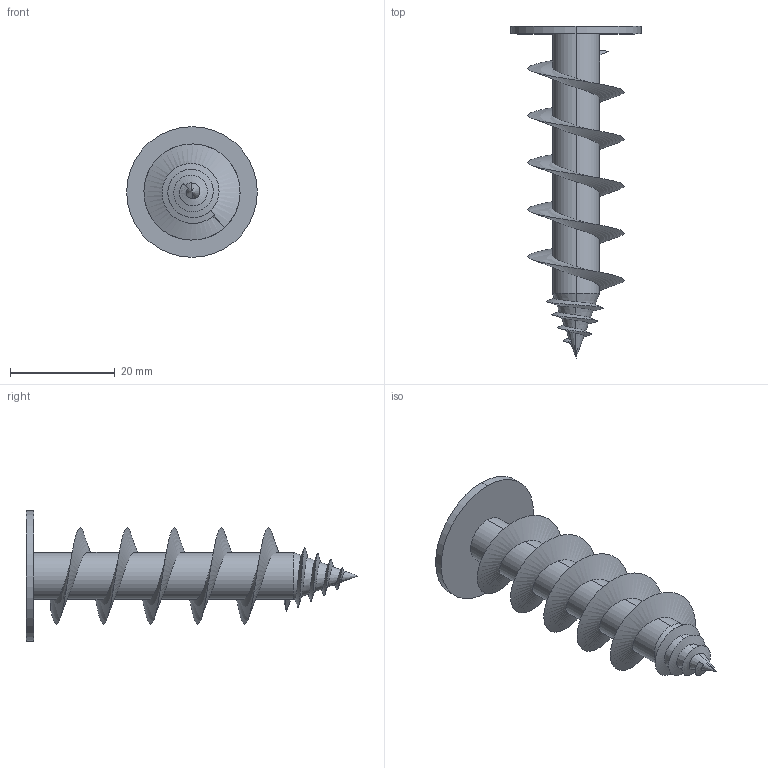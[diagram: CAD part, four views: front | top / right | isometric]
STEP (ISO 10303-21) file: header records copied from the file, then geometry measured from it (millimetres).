
FILE_DESCRIPTION (( 'STEP AP214' ), '1' );
FILE_NAME ('5207375.STEP', '2019-11-07T08:25:31', ( '' ), ( '' ), 'SwSTEP 2.0', 'SolidWorks 2018', '' );
FILE_SCHEMA (( 'AUTOMOTIVE_DESIGN' ));
Length unit declared in the file: millimetre
Products named in the file (1): 5207375
Bounding box: 25 x 63.5 x 25 mm (x, y, z)
Volume: 4902.4 mm3; surface area: 5259.1 mm2
Topology: 2 solids, 2 shells, 44 faces, 115 edges, 75 vertices
Faces by surface type: plane 19, cylinder 11, cone 8, bspline 6
Entity records: 4551 total; most frequent: CARTESIAN_POINT 2998, ORIENTED_EDGE 226, DIRECTION 189, EDGE_CURVE 113, VERTEX_POINT 75, VECTOR 67, LINE 67, AXIS2_PLACEMENT_3D 61
